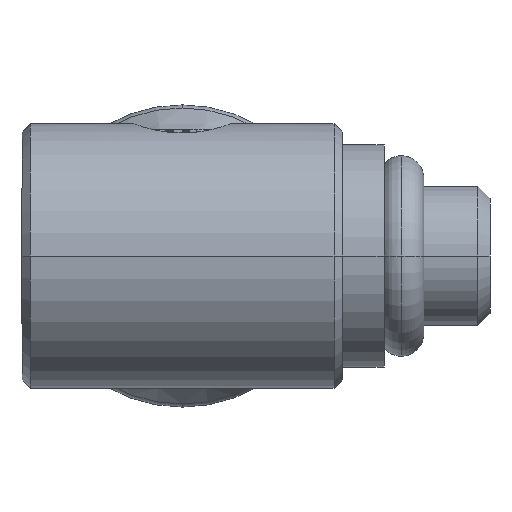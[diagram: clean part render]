
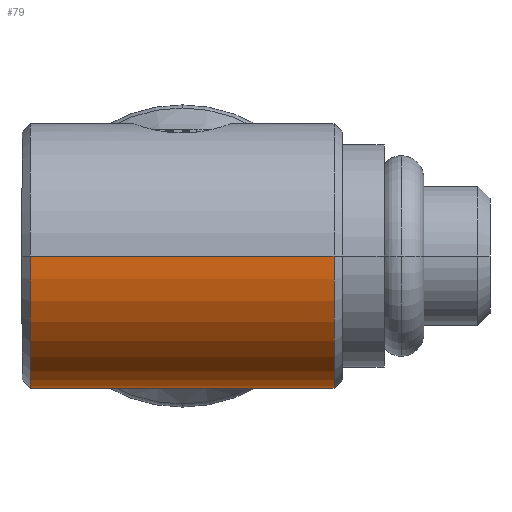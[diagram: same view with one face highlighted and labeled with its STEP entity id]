
A CAD part, left-side view. The second image highlights one B-rep face of the part: STEP entity #79.
In plain terms, the highlighted cylindrical face has radius 4.75 mm (diameter 9.5 mm), a partial arc.
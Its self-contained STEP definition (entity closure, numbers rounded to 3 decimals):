
#79=ADVANCED_FACE('',(#168),#169,.T.);
#168=FACE_OUTER_BOUND('',#354,.T.);
#169=CYLINDRICAL_SURFACE('',#355,4.75);
#354=EDGE_LOOP('',(#561,#562,#563,#564,#565,#566,#567));
#355=AXIS2_PLACEMENT_3D('',#568,#569,#570);
#561=ORIENTED_EDGE('',*,*,#1211,.F.);
#562=ORIENTED_EDGE('',*,*,#1212,.T.);
#563=ORIENTED_EDGE('',*,*,#1213,.F.);
#564=ORIENTED_EDGE('',*,*,#1208,.F.);
#565=ORIENTED_EDGE('',*,*,#1214,.F.);
#566=ORIENTED_EDGE('',*,*,#1215,.T.);
#567=ORIENTED_EDGE('',*,*,#1216,.T.);
#568=CARTESIAN_POINT('',(0.0,5.75,0.0));
#569=DIRECTION('',(-0.0,1.0,0.0));
#570=DIRECTION('',(1.0,0.0,0.0));
#1208=EDGE_CURVE('',#1445,#1448,#1449,.T.);
#1211=EDGE_CURVE('',#1453,#1454,#1455,.T.);
#1212=EDGE_CURVE('',#1453,#1456,#1457,.T.);
#1213=EDGE_CURVE('',#1448,#1456,#1458,.T.);
#1214=EDGE_CURVE('',#1459,#1445,#1460,.T.);
#1215=EDGE_CURVE('',#1459,#1461,#1462,.T.);
#1216=EDGE_CURVE('',#1461,#1454,#1463,.T.);
#1445=VERTEX_POINT('',#1782);
#1448=VERTEX_POINT('',#1786);
#1449=CIRCLE('',#1787,4.75);
#1453=VERTEX_POINT('',#1792);
#1454=VERTEX_POINT('',#1793);
#1455=LINE('',#1794,#1795);
#1456=VERTEX_POINT('',#1796);
#1457=CIRCLE('',#1797,4.75);
#1458=LINE('',#1798,#1799);
#1459=VERTEX_POINT('',#1800);
#1460=LINE('',#1801,#1802);
#1461=VERTEX_POINT('',#1803);
#1462=B_SPLINE_CURVE_WITH_KNOTS('',3,(#1804,#1805,#1806,#1807,#1808,#1809,#1810,#1811,#1812,#1813,#1814,#1815,#1816,#1817,#1818,#1819,#1820,#1821),.UNSPECIFIED.,.F.,.F.,(4,2,2,2,2,2,2,2,4),(20.825,21.666,22.507,23.348,24.189,25.083,25.978,26.872,27.766),.UNSPECIFIED.);
#1463=B_SPLINE_CURVE_WITH_KNOTS('',3,(#1822,#1823,#1824,#1825,#1826,#1827,#1828,#1829,#1830,#1831,#1832,#1833,#1834,#1835,#1836,#1837,#1838,#1839),.UNSPECIFIED.,.F.,.F.,(4,2,2,2,2,2,2,2,4),(27.766,28.661,29.555,30.449,31.344,32.185,33.026,33.867,34.708),.UNSPECIFIED.);
#1782=CARTESIAN_POINT('',(4.75,11.2,0.0));
#1786=CARTESIAN_POINT('',(-4.75,11.2,0.));
#1787=AXIS2_PLACEMENT_3D('',#2357,#2358,#2359);
#1792=CARTESIAN_POINT('',(4.75,0.3,0.0));
#1793=CARTESIAN_POINT('',(4.75,1.575,0.));
#1794=CARTESIAN_POINT('',(4.75,5.75,0.));
#1795=VECTOR('',#2364,1.0);
#1796=CARTESIAN_POINT('',(-4.75,0.3,0.));
#1797=AXIS2_PLACEMENT_3D('',#2365,#2366,#2367);
#1798=CARTESIAN_POINT('',(-4.75,5.75,0.));
#1799=VECTOR('',#2368,1.0);
#1800=CARTESIAN_POINT('',(4.75,9.925,0.0));
#1801=CARTESIAN_POINT('',(4.75,5.75,0.));
#1802=VECTOR('',#2369,1.0);
#1803=CARTESIAN_POINT('',(2.265,5.75,-4.175));
#1804=CARTESIAN_POINT('',(4.75,9.925,0.));
#1805=CARTESIAN_POINT('',(4.75,9.925,-0.28));
#1806=CARTESIAN_POINT('',(4.725,9.896,-0.565));
#1807=CARTESIAN_POINT('',(4.624,9.782,-1.121));
#1808=CARTESIAN_POINT('',(4.55,9.696,-1.392));
#1809=CARTESIAN_POINT('',(4.36,9.476,-1.903));
#1810=CARTESIAN_POINT('',(4.246,9.342,-2.144));
#1811=CARTESIAN_POINT('',(3.995,9.042,-2.582));
#1812=CARTESIAN_POINT('',(3.858,8.875,-2.779));
#1813=CARTESIAN_POINT('',(3.575,8.518,-3.136));
#1814=CARTESIAN_POINT('',(3.418,8.314,-3.306));
#1815=CARTESIAN_POINT('',(3.1,7.872,-3.605));
#1816=CARTESIAN_POINT('',(2.94,7.635,-3.735));
#1817=CARTESIAN_POINT('',(2.649,7.137,-3.947));
#1818=CARTESIAN_POINT('',(2.517,6.877,-4.03));
#1819=CARTESIAN_POINT('',(2.325,6.332,-4.144));
#1820=CARTESIAN_POINT('',(2.265,6.048,-4.175));
#1821=CARTESIAN_POINT('',(2.265,5.75,-4.175));
#1822=CARTESIAN_POINT('',(2.265,5.75,-4.175));
#1823=CARTESIAN_POINT('',(2.265,5.452,-4.175));
#1824=CARTESIAN_POINT('',(2.325,5.168,-4.144));
#1825=CARTESIAN_POINT('',(2.517,4.623,-4.03));
#1826=CARTESIAN_POINT('',(2.649,4.363,-3.947));
#1827=CARTESIAN_POINT('',(2.94,3.865,-3.735));
#1828=CARTESIAN_POINT('',(3.1,3.628,-3.605));
#1829=CARTESIAN_POINT('',(3.418,3.186,-3.306));
#1830=CARTESIAN_POINT('',(3.575,2.982,-3.136));
#1831=CARTESIAN_POINT('',(3.858,2.625,-2.779));
#1832=CARTESIAN_POINT('',(3.995,2.458,-2.582));
#1833=CARTESIAN_POINT('',(4.246,2.158,-2.144));
#1834=CARTESIAN_POINT('',(4.36,2.024,-1.903));
#1835=CARTESIAN_POINT('',(4.55,1.804,-1.392));
#1836=CARTESIAN_POINT('',(4.624,1.718,-1.121));
#1837=CARTESIAN_POINT('',(4.725,1.604,-0.565));
#1838=CARTESIAN_POINT('',(4.75,1.575,-0.28));
#1839=CARTESIAN_POINT('',(4.75,1.575,0.));
#2357=CARTESIAN_POINT('',(0.0,11.2,0.0));
#2358=DIRECTION('',(-0.0,1.0,0.0));
#2359=DIRECTION('',(1.0,0.0,0.0));
#2364=DIRECTION('',(0.0,1.0,0.0));
#2365=CARTESIAN_POINT('',(0.0,0.3,0.0));
#2366=DIRECTION('',(-0.0,1.0,0.0));
#2367=DIRECTION('',(1.0,0.0,0.0));
#2368=DIRECTION('',(-0.0,-1.0,-0.0));
#2369=DIRECTION('',(0.0,1.0,0.0));
